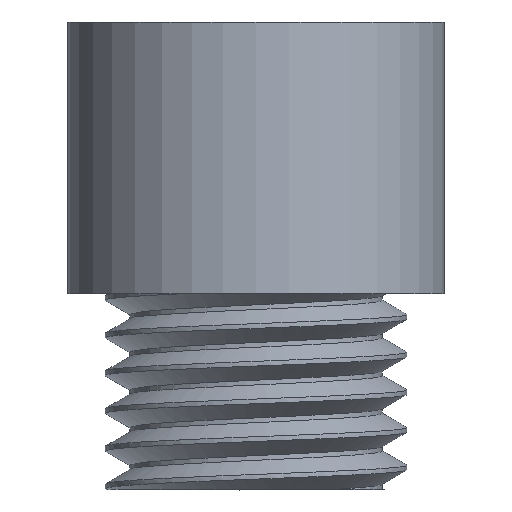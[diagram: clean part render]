
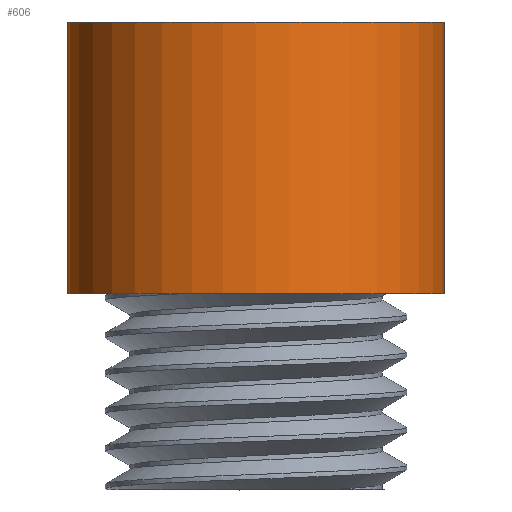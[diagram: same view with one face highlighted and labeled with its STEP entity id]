
A CAD part, top view. The second image highlights one B-rep face of the part: STEP entity #606.
In plain terms, the highlighted cylindrical face has radius 12.5 mm (diameter 25 mm), a full revolution.
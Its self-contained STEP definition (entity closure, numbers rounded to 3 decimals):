
#95=FACE_OUTER_BOUND('',#133,.T.);
#133=EDGE_LOOP('',(#543,#544,#545,#546));
#145=CIRCLE('',#676,12.5);
#146=CIRCLE('',#678,12.5);
#198=LINE('',#3864,#224);
#224=VECTOR('',#803,12.5);
#281=VERTEX_POINT('',#3858);
#282=VERTEX_POINT('',#3861);
#368=EDGE_CURVE('',#281,#281,#145,.T.);
#369=EDGE_CURVE('',#282,#282,#146,.T.);
#370=EDGE_CURVE('',#281,#282,#198,.T.);
#543=ORIENTED_EDGE('',*,*,#368,.F.);
#544=ORIENTED_EDGE('',*,*,#370,.T.);
#545=ORIENTED_EDGE('',*,*,#369,.F.);
#546=ORIENTED_EDGE('',*,*,#370,.F.);
#572=CYLINDRICAL_SURFACE('',#679,12.5);
#606=ADVANCED_FACE('',(#95),#572,.T.);
#676=AXIS2_PLACEMENT_3D('',#3859,#795,#796);
#678=AXIS2_PLACEMENT_3D('',#3862,#799,#800);
#679=AXIS2_PLACEMENT_3D('',#3863,#801,#802);
#795=DIRECTION('center_axis',(0.,1.,0.));
#796=DIRECTION('ref_axis',(1.,0.,0.));
#799=DIRECTION('center_axis',(0.,-1.,0.));
#800=DIRECTION('ref_axis',(1.,0.,0.));
#801=DIRECTION('center_axis',(0.,1.,0.));
#802=DIRECTION('ref_axis',(1.,0.,0.));
#803=DIRECTION('',(0.,-1.,0.));
#3858=CARTESIAN_POINT('',(647.5,45.,30.));
#3859=CARTESIAN_POINT('Origin',(660.,45.,30.));
#3861=CARTESIAN_POINT('',(647.5,27.,30.));
#3862=CARTESIAN_POINT('Origin',(660.,27.,30.));
#3863=CARTESIAN_POINT('Origin',(660.,30.,30.));
#3864=CARTESIAN_POINT('',(647.5,30.,30.));
